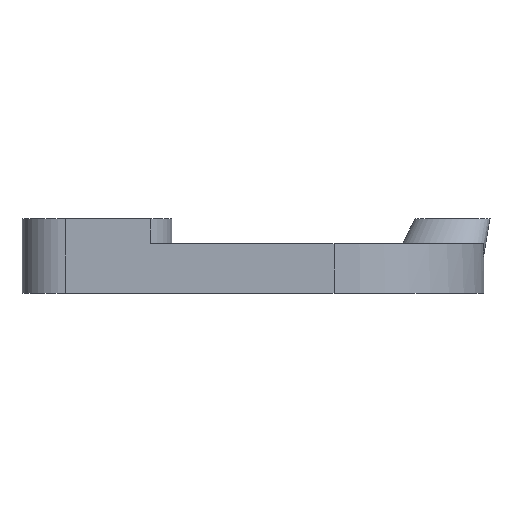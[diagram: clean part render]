
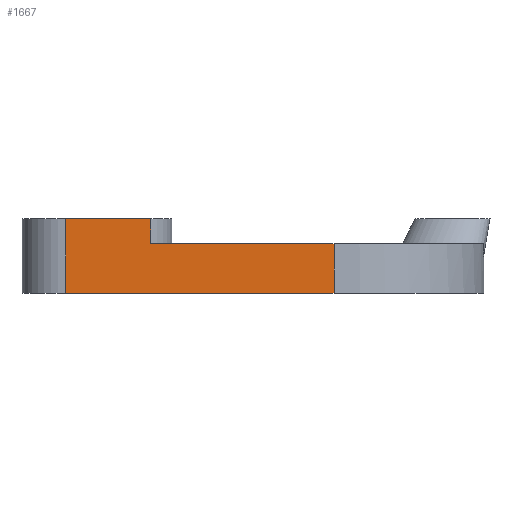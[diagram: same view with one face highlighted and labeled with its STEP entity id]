
A CAD part, left-side view. The second image highlights one B-rep face of the part: STEP entity #1667.
In plain terms, the highlighted planar face has unit normal (-1, 0, 0).
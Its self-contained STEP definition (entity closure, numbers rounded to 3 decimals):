
#44 = PLANE('',#45);
#45 = AXIS2_PLACEMENT_3D('',#46,#47,#48);
#46 = CARTESIAN_POINT('',(0.,-91.219,35.));
#47 = DIRECTION('',(0.,0.,1.));
#48 = DIRECTION('',(1.,0.,0.));
#394 = VERTEX_POINT('',#395);
#395 = CARTESIAN_POINT('',(-16.5,-75.,35.));
#410 = CYLINDRICAL_SURFACE('',#411,3.5);
#411 = AXIS2_PLACEMENT_3D('',#412,#413,#414);
#412 = CARTESIAN_POINT('',(-13.,-75.,35.));
#413 = DIRECTION('',(-0.,-0.,-1.));
#414 = DIRECTION('',(1.,0.,0.));
#422 = EDGE_CURVE('',#394,#423,#425,.T.);
#423 = VERTEX_POINT('',#424);
#424 = CARTESIAN_POINT('',(-16.5,-96.5,35.));
#425 = SURFACE_CURVE('',#426,(#430,#437),.PCURVE_S1.);
#426 = LINE('',#427,#428);
#427 = CARTESIAN_POINT('',(-16.5,-75.,35.));
#428 = VECTOR('',#429,1.);
#429 = DIRECTION('',(0.,-1.,0.));
#430 = PCURVE('',#44,#431);
#431 = DEFINITIONAL_REPRESENTATION('',(#432),#436);
#432 = LINE('',#433,#434);
#433 = CARTESIAN_POINT('',(-16.5,16.219));
#434 = VECTOR('',#435,1.);
#435 = DIRECTION('',(0.,-1.));
#436 = ( GEOMETRIC_REPRESENTATION_CONTEXT(2) 
PARAMETRIC_REPRESENTATION_CONTEXT() REPRESENTATION_CONTEXT('2D SPACE',''
  ) );
#437 = PCURVE('',#438,#443);
#438 = PLANE('',#439);
#439 = AXIS2_PLACEMENT_3D('',#440,#441,#442);
#440 = CARTESIAN_POINT('',(-16.5,-75.,35.));
#441 = DIRECTION('',(1.,0.,0.));
#442 = DIRECTION('',(0.,-1.,0.));
#443 = DEFINITIONAL_REPRESENTATION('',(#444),#448);
#444 = LINE('',#445,#446);
#445 = CARTESIAN_POINT('',(0.,0.));
#446 = VECTOR('',#447,1.);
#447 = DIRECTION('',(1.,0.));
#448 = ( GEOMETRIC_REPRESENTATION_CONTEXT(2) 
PARAMETRIC_REPRESENTATION_CONTEXT() REPRESENTATION_CONTEXT('2D SPACE',''
  ) );
#467 = CYLINDRICAL_SURFACE('',#468,12.);
#468 = AXIS2_PLACEMENT_3D('',#469,#470,#471);
#469 = CARTESIAN_POINT('',(-4.5,-96.5,35.));
#470 = DIRECTION('',(-0.,-0.,-1.));
#471 = DIRECTION('',(1.,0.,0.));
#1168 = PLANE('',#1169);
#1169 = AXIS2_PLACEMENT_3D('',#1170,#1171,#1172);
#1170 = CARTESIAN_POINT('',(0.,-94.465,39.));
#1171 = DIRECTION('',(0.,0.,1.));
#1172 = DIRECTION('',(0.,1.,0.));
#1406 = EDGE_CURVE('',#423,#1407,#1409,.T.);
#1407 = VERTEX_POINT('',#1408);
#1408 = CARTESIAN_POINT('',(-16.5,-96.5,39.));
#1409 = SURFACE_CURVE('',#1410,(#1414,#1421),.PCURVE_S1.);
#1410 = LINE('',#1411,#1412);
#1411 = CARTESIAN_POINT('',(-16.5,-96.5,35.));
#1412 = VECTOR('',#1413,1.);
#1413 = DIRECTION('',(0.,0.,1.));
#1414 = PCURVE('',#467,#1415);
#1415 = DEFINITIONAL_REPRESENTATION('',(#1416),#1420);
#1416 = LINE('',#1417,#1418);
#1417 = CARTESIAN_POINT('',(-3.142,0.));
#1418 = VECTOR('',#1419,1.);
#1419 = DIRECTION('',(-0.,-1.));
#1420 = ( GEOMETRIC_REPRESENTATION_CONTEXT(2) 
PARAMETRIC_REPRESENTATION_CONTEXT() REPRESENTATION_CONTEXT('2D SPACE',''
  ) );
#1421 = PCURVE('',#438,#1422);
#1422 = DEFINITIONAL_REPRESENTATION('',(#1423),#1427);
#1423 = LINE('',#1424,#1425);
#1424 = CARTESIAN_POINT('',(21.5,0.));
#1425 = VECTOR('',#1426,1.);
#1426 = DIRECTION('',(0.,-1.));
#1427 = ( GEOMETRIC_REPRESENTATION_CONTEXT(2) 
PARAMETRIC_REPRESENTATION_CONTEXT() REPRESENTATION_CONTEXT('2D SPACE',''
  ) );
#1667 = ADVANCED_FACE('',(#1668),#438,.F.);
#1668 = FACE_BOUND('',#1669,.F.);
#1669 = EDGE_LOOP('',(#1670,#1671,#1694,#1722,#1748,#1767));
#1670 = ORIENTED_EDGE('',*,*,#422,.F.);
#1671 = ORIENTED_EDGE('',*,*,#1672,.T.);
#1672 = EDGE_CURVE('',#394,#1673,#1675,.T.);
#1673 = VERTEX_POINT('',#1674);
#1674 = CARTESIAN_POINT('',(-16.5,-75.,41.));
#1675 = SURFACE_CURVE('',#1676,(#1680,#1687),.PCURVE_S1.);
#1676 = LINE('',#1677,#1678);
#1677 = CARTESIAN_POINT('',(-16.5,-75.,35.));
#1678 = VECTOR('',#1679,1.);
#1679 = DIRECTION('',(0.,0.,1.));
#1680 = PCURVE('',#438,#1681);
#1681 = DEFINITIONAL_REPRESENTATION('',(#1682),#1686);
#1682 = LINE('',#1683,#1684);
#1683 = CARTESIAN_POINT('',(0.,0.));
#1684 = VECTOR('',#1685,1.);
#1685 = DIRECTION('',(0.,-1.));
#1686 = ( GEOMETRIC_REPRESENTATION_CONTEXT(2) 
PARAMETRIC_REPRESENTATION_CONTEXT() REPRESENTATION_CONTEXT('2D SPACE',''
  ) );
#1687 = PCURVE('',#410,#1688);
#1688 = DEFINITIONAL_REPRESENTATION('',(#1689),#1693);
#1689 = LINE('',#1690,#1691);
#1690 = CARTESIAN_POINT('',(-3.142,0.));
#1691 = VECTOR('',#1692,1.);
#1692 = DIRECTION('',(-0.,-1.));
#1693 = ( GEOMETRIC_REPRESENTATION_CONTEXT(2) 
PARAMETRIC_REPRESENTATION_CONTEXT() REPRESENTATION_CONTEXT('2D SPACE',''
  ) );
#1694 = ORIENTED_EDGE('',*,*,#1695,.T.);
#1695 = EDGE_CURVE('',#1673,#1696,#1698,.T.);
#1696 = VERTEX_POINT('',#1697);
#1697 = CARTESIAN_POINT('',(-16.5,-81.828,41.));
#1698 = SURFACE_CURVE('',#1699,(#1703,#1710),.PCURVE_S1.);
#1699 = LINE('',#1700,#1701);
#1700 = CARTESIAN_POINT('',(-16.5,-75.,41.));
#1701 = VECTOR('',#1702,1.);
#1702 = DIRECTION('',(0.,-1.,0.));
#1703 = PCURVE('',#438,#1704);
#1704 = DEFINITIONAL_REPRESENTATION('',(#1705),#1709);
#1705 = LINE('',#1706,#1707);
#1706 = CARTESIAN_POINT('',(0.,-6.));
#1707 = VECTOR('',#1708,1.);
#1708 = DIRECTION('',(1.,0.));
#1709 = ( GEOMETRIC_REPRESENTATION_CONTEXT(2) 
PARAMETRIC_REPRESENTATION_CONTEXT() REPRESENTATION_CONTEXT('2D SPACE',''
  ) );
#1710 = PCURVE('',#1711,#1716);
#1711 = PLANE('',#1712);
#1712 = AXIS2_PLACEMENT_3D('',#1713,#1714,#1715);
#1713 = CARTESIAN_POINT('',(0.,-91.219,41.));
#1714 = DIRECTION('',(0.,0.,1.));
#1715 = DIRECTION('',(1.,0.,0.));
#1716 = DEFINITIONAL_REPRESENTATION('',(#1717),#1721);
#1717 = LINE('',#1718,#1719);
#1718 = CARTESIAN_POINT('',(-16.5,16.219));
#1719 = VECTOR('',#1720,1.);
#1720 = DIRECTION('',(0.,-1.));
#1721 = ( GEOMETRIC_REPRESENTATION_CONTEXT(2) 
PARAMETRIC_REPRESENTATION_CONTEXT() REPRESENTATION_CONTEXT('2D SPACE',''
  ) );
#1722 = ORIENTED_EDGE('',*,*,#1723,.F.);
#1723 = EDGE_CURVE('',#1724,#1696,#1726,.T.);
#1724 = VERTEX_POINT('',#1725);
#1725 = CARTESIAN_POINT('',(-16.5,-81.828,39.));
#1726 = SURFACE_CURVE('',#1727,(#1731,#1737),.PCURVE_S1.);
#1727 = LINE('',#1728,#1729);
#1728 = CARTESIAN_POINT('',(-16.5,-81.828,41.));
#1729 = VECTOR('',#1730,1.);
#1730 = DIRECTION('',(0.,0.,1.));
#1731 = PCURVE('',#438,#1732);
#1732 = DEFINITIONAL_REPRESENTATION('',(#1733),#1736);
#1733 = B_SPLINE_CURVE_WITH_KNOTS('',1,(#1734,#1735),.UNSPECIFIED.,.F.,
  .F.,(2,2),(-2.,0.),.PIECEWISE_BEZIER_KNOTS.);
#1734 = CARTESIAN_POINT('',(6.828,-4.));
#1735 = CARTESIAN_POINT('',(6.828,-6.));
#1736 = ( GEOMETRIC_REPRESENTATION_CONTEXT(2) 
PARAMETRIC_REPRESENTATION_CONTEXT() REPRESENTATION_CONTEXT('2D SPACE',''
  ) );
#1737 = PCURVE('',#1738,#1743);
#1738 = CYLINDRICAL_SURFACE('',#1739,4.5);
#1739 = AXIS2_PLACEMENT_3D('',#1740,#1741,#1742);
#1740 = CARTESIAN_POINT('',(-13.,-79.,41.));
#1741 = DIRECTION('',(0.,0.,1.));
#1742 = DIRECTION('',(1.,0.,0.));
#1743 = DEFINITIONAL_REPRESENTATION('',(#1744),#1747);
#1744 = B_SPLINE_CURVE_WITH_KNOTS('',1,(#1745,#1746),.UNSPECIFIED.,.F.,
  .F.,(2,2),(-2.,0.),.PIECEWISE_BEZIER_KNOTS.);
#1745 = CARTESIAN_POINT('',(3.821,-2.));
#1746 = CARTESIAN_POINT('',(3.821,0.));
#1747 = ( GEOMETRIC_REPRESENTATION_CONTEXT(2) 
PARAMETRIC_REPRESENTATION_CONTEXT() REPRESENTATION_CONTEXT('2D SPACE',''
  ) );
#1748 = ORIENTED_EDGE('',*,*,#1749,.T.);
#1749 = EDGE_CURVE('',#1724,#1407,#1750,.T.);
#1750 = SURFACE_CURVE('',#1751,(#1755,#1761),.PCURVE_S1.);
#1751 = LINE('',#1752,#1753);
#1752 = CARTESIAN_POINT('',(-16.5,-84.732,39.));
#1753 = VECTOR('',#1754,1.);
#1754 = DIRECTION('',(0.,-1.,0.));
#1755 = PCURVE('',#438,#1756);
#1756 = DEFINITIONAL_REPRESENTATION('',(#1757),#1760);
#1757 = B_SPLINE_CURVE_WITH_KNOTS('',1,(#1758,#1759),.UNSPECIFIED.,.F.,
  .F.,(2,2),(-4.832,11.768),.PIECEWISE_BEZIER_KNOTS.);
#1758 = CARTESIAN_POINT('',(4.9,-4.));
#1759 = CARTESIAN_POINT('',(21.5,-4.));
#1760 = ( GEOMETRIC_REPRESENTATION_CONTEXT(2) 
PARAMETRIC_REPRESENTATION_CONTEXT() REPRESENTATION_CONTEXT('2D SPACE',''
  ) );
#1761 = PCURVE('',#1168,#1762);
#1762 = DEFINITIONAL_REPRESENTATION('',(#1763),#1766);
#1763 = B_SPLINE_CURVE_WITH_KNOTS('',1,(#1764,#1765),.UNSPECIFIED.,.F.,
  .F.,(2,2),(-4.832,11.768),.PIECEWISE_BEZIER_KNOTS.);
#1764 = CARTESIAN_POINT('',(14.565,16.5));
#1765 = CARTESIAN_POINT('',(-2.035,16.5));
#1766 = ( GEOMETRIC_REPRESENTATION_CONTEXT(2) 
PARAMETRIC_REPRESENTATION_CONTEXT() REPRESENTATION_CONTEXT('2D SPACE',''
  ) );
#1767 = ORIENTED_EDGE('',*,*,#1406,.F.);
